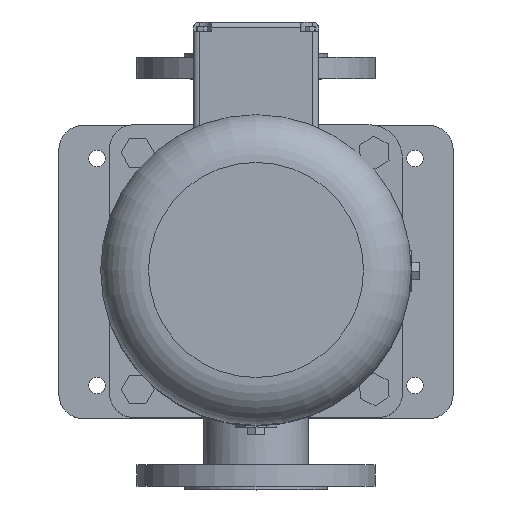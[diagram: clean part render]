
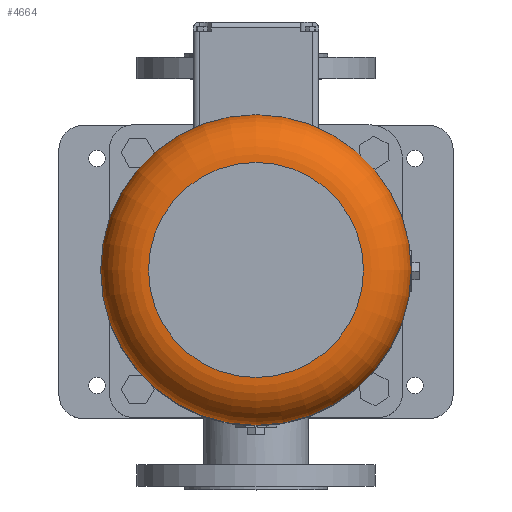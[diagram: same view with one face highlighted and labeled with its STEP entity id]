
A CAD part, top view. The second image highlights one B-rep face of the part: STEP entity #4664.
In plain terms, the highlighted toroidal (fillet/blend) face has major radius 90 mm and minor radius 40 mm.
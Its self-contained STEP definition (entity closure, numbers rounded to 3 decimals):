
#4664=ADVANCED_FACE('',(#8752,#8754),#8756,.T.);
#8752=FACE_OUTER_BOUND('',#8753,.T.);
#8753=EDGE_LOOP('',(#11594));
#8754=FACE_OUTER_BOUND('',#8755,.T.);
#8755=EDGE_LOOP('',(#11595));
#8756=TOROIDAL_SURFACE('',#8757,90.,40.);
#8757=AXIS2_PLACEMENT_3D('',#8758,#8759,#8760);
#8758=CARTESIAN_POINT('',(0.,0.,991.));
#8759=DIRECTION('',(0.,0.,-1.));
#8760=DIRECTION('',(0.,1.,0.));
#11594=ORIENTED_EDGE('',*,*,#13007,.F.);
#11595=ORIENTED_EDGE('',*,*,#13082,.T.);
#13007=EDGE_CURVE('',#15408,#15408,#15409,.T.);
#13082=EDGE_CURVE('',#15514,#15514,#15515,.T.);
#15408=VERTEX_POINT('',#23476);
#15409=CIRCLE('',#23477,130.);
#15514=VERTEX_POINT('',#23742);
#15515=CIRCLE('',#23743,90.);
#23476=CARTESIAN_POINT('',(0.,130.,991.));
#23477=AXIS2_PLACEMENT_3D('',#23478,#23479,#23480);
#23478=CARTESIAN_POINT('',(0.,0.,991.));
#23479=DIRECTION('',(0.,0.,-1.));
#23480=DIRECTION('',(0.,1.,0.));
#23742=CARTESIAN_POINT('',(0.,90.,1031.));
#23743=AXIS2_PLACEMENT_3D('',#23744,#23745,#23746);
#23744=CARTESIAN_POINT('',(0.,0.,1031.));
#23745=DIRECTION('',(0.,0.,-1.));
#23746=DIRECTION('',(0.,1.,0.));
